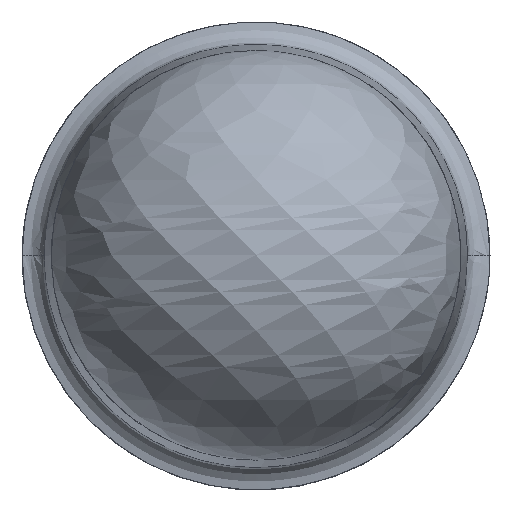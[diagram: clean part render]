
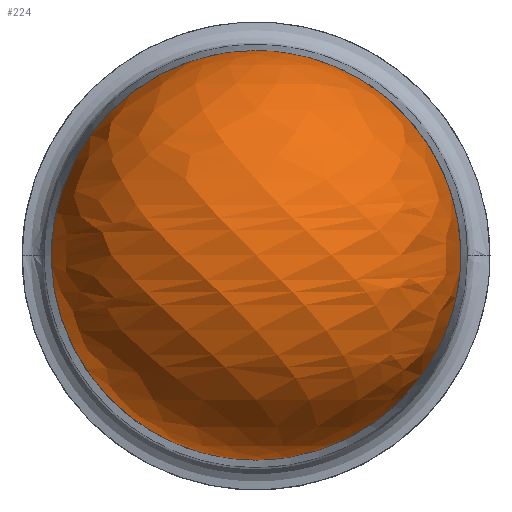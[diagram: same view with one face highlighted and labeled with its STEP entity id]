
A CAD part, top view. The second image highlights one B-rep face of the part: STEP entity #224.
In plain terms, the highlighted free-form (B-spline) face has degree [2, 2] with [9, 5] control points.
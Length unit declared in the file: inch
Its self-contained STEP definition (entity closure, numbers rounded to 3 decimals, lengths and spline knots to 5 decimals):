
#224 = ADVANCED_FACE('',(#225),#247,.T.);
#225 = FACE_BOUND('',#226,.T.);
#226 = EDGE_LOOP('',(#227,#239));
#227 = ORIENTED_EDGE('',*,*,#228,.T.);
#228 = EDGE_CURVE('',#229,#231,#233,.T.);
#229 = VERTEX_POINT('',#230);
#230 = CARTESIAN_POINT('',(0.,0.05512,0.12205));
#231 = VERTEX_POINT('',#232);
#232 = CARTESIAN_POINT('',(0.,-0.05512,0.12205));
#233 = ( BOUNDED_CURVE() B_SPLINE_CURVE(2,(#234,#235,#236,#237,#238),
.UNSPECIFIED.,.F.,.F.) B_SPLINE_CURVE_WITH_KNOTS((3,2,3),(
-2.19911,0.,2.19911),.PIECEWISE_BEZIER_KNOTS.) CURVE() 
GEOMETRIC_REPRESENTATION_ITEM() RATIONAL_B_SPLINE_CURVE((1.,
0.707,1.,0.707,1.)) REPRESENTATION_ITEM('') );
#234 = CARTESIAN_POINT('',(0.,0.05512,0.12205));
#235 = CARTESIAN_POINT('',(-0.05512,0.05512,
    0.12205));
#236 = CARTESIAN_POINT('',(-0.05512,0.,
    0.12205));
#237 = CARTESIAN_POINT('',(-0.05512,-0.05512,
    0.12205));
#238 = CARTESIAN_POINT('',(0.,-0.05512,0.12205));
#239 = ORIENTED_EDGE('',*,*,#240,.T.);
#240 = EDGE_CURVE('',#231,#229,#241,.T.);
#241 = ( BOUNDED_CURVE() B_SPLINE_CURVE(2,(#242,#243,#244,#245,#246),
.UNSPECIFIED.,.F.,.F.) B_SPLINE_CURVE_WITH_KNOTS((3,2,3),(
-2.19911,0.,2.19911),.PIECEWISE_BEZIER_KNOTS.) CURVE() 
GEOMETRIC_REPRESENTATION_ITEM() RATIONAL_B_SPLINE_CURVE((1.,
0.707,1.,0.707,1.)) REPRESENTATION_ITEM('') );
#242 = CARTESIAN_POINT('',(0.,-0.05512,0.12205));
#243 = CARTESIAN_POINT('',(0.05512,-0.05512,
    0.12205));
#244 = CARTESIAN_POINT('',(0.05512,0.,
    0.12205));
#245 = CARTESIAN_POINT('',(0.05512,0.05512,
    0.12205));
#246 = CARTESIAN_POINT('',(0.,0.05512,0.12205));
#247 = ( BOUNDED_SURFACE() B_SPLINE_SURFACE(2,2,(
    (#248,#249,#250,#251,#252)
    ,(#253,#254,#255,#256,#257)
    ,(#258,#259,#260,#261,#262)
    ,(#263,#264,#265,#266,#267)
    ,(#268,#269,#270,#271,#272)
    ,(#273,#274,#275,#276,#277)
    ,(#278,#279,#280,#281,#282)
    ,(#283,#284,#285,#286,#287)
    ,(#288,#289,#290,#291,#292
)),.UNSPECIFIED.,.T.,.F.,.F.) B_SPLINE_SURFACE_WITH_KNOTS((1,2,2,2,2,2,1
    ),(3,2,3),(-2.19911,0.,2.19911,4.39823,
    6.59734,8.79646,10.99557),(-2.19911,0.,
2.19911),.UNSPECIFIED.) GEOMETRIC_REPRESENTATION_ITEM() 
RATIONAL_B_SPLINE_SURFACE((
    (1.,0.707,1.,0.707,1.)
    ,(0.707,0.5,0.707,0.5,0.707)
    ,(1.,0.707,1.,0.707,1.)
    ,(0.707,0.5,0.707,0.5,0.707)
    ,(1.,0.707,1.,0.707,1.)
    ,(0.707,0.5,0.707,0.5,0.707)
    ,(1.,0.707,1.,0.707,1.)
    ,(0.707,0.5,0.707,0.5,0.707)
,(1.,0.707,1.,0.707,1.
))) REPRESENTATION_ITEM('') SURFACE() );
#248 = CARTESIAN_POINT('',(0.,0.05512,0.12205));
#249 = CARTESIAN_POINT('',(0.05512,0.05512,
    0.12205));
#250 = CARTESIAN_POINT('',(0.05512,0.,
    0.12205));
#251 = CARTESIAN_POINT('',(0.05512,-0.05512,
    0.12205));
#252 = CARTESIAN_POINT('',(0.,-0.05512,0.12205));
#253 = CARTESIAN_POINT('',(0.,0.05512,0.12205));
#254 = CARTESIAN_POINT('',(0.05512,0.05512,
    0.17717));
#255 = CARTESIAN_POINT('',(0.05512,0.,
    0.17717));
#256 = CARTESIAN_POINT('',(0.05512,-0.05512,
    0.17717));
#257 = CARTESIAN_POINT('',(0.,-0.05512,0.12205));
#258 = CARTESIAN_POINT('',(0.,0.05512,0.12205));
#259 = CARTESIAN_POINT('',(0.,0.05512,
    0.17717));
#260 = CARTESIAN_POINT('',(0.,0.,
    0.17717));
#261 = CARTESIAN_POINT('',(0.,-0.05512,
    0.17717));
#262 = CARTESIAN_POINT('',(0.,-0.05512,0.12205));
#263 = CARTESIAN_POINT('',(0.,0.05512,0.12205));
#264 = CARTESIAN_POINT('',(-0.05512,0.05512,
    0.17717));
#265 = CARTESIAN_POINT('',(-0.05512,0.,
    0.17717));
#266 = CARTESIAN_POINT('',(-0.05512,-0.05512,
    0.17717));
#267 = CARTESIAN_POINT('',(0.,-0.05512,0.12205));
#268 = CARTESIAN_POINT('',(0.,0.05512,0.12205));
#269 = CARTESIAN_POINT('',(-0.05512,0.05512,
    0.12205));
#270 = CARTESIAN_POINT('',(-0.05512,0.,
    0.12205));
#271 = CARTESIAN_POINT('',(-0.05512,-0.05512,
    0.12205));
#272 = CARTESIAN_POINT('',(0.,-0.05512,0.12205));
#273 = CARTESIAN_POINT('',(0.,0.05512,0.12205));
#274 = CARTESIAN_POINT('',(-0.05512,0.05512,
    0.06693));
#275 = CARTESIAN_POINT('',(-0.05512,0.,
    0.06693));
#276 = CARTESIAN_POINT('',(-0.05512,-0.05512,
    0.06693));
#277 = CARTESIAN_POINT('',(0.,-0.05512,0.12205));
#278 = CARTESIAN_POINT('',(0.,0.05512,0.12205));
#279 = CARTESIAN_POINT('',(0.,0.05512,
    0.06693));
#280 = CARTESIAN_POINT('',(0.,0.,
    0.06693));
#281 = CARTESIAN_POINT('',(0.,-0.05512,
    0.06693));
#282 = CARTESIAN_POINT('',(0.,-0.05512,0.12205));
#283 = CARTESIAN_POINT('',(0.,0.05512,0.12205));
#284 = CARTESIAN_POINT('',(0.05512,0.05512,
    0.06693));
#285 = CARTESIAN_POINT('',(0.05512,0.,
    0.06693));
#286 = CARTESIAN_POINT('',(0.05512,-0.05512,
    0.06693));
#287 = CARTESIAN_POINT('',(0.,-0.05512,0.12205));
#288 = CARTESIAN_POINT('',(0.,0.05512,0.12205));
#289 = CARTESIAN_POINT('',(0.05512,0.05512,
    0.12205));
#290 = CARTESIAN_POINT('',(0.05512,0.,
    0.12205));
#291 = CARTESIAN_POINT('',(0.05512,-0.05512,
    0.12205));
#292 = CARTESIAN_POINT('',(0.,-0.05512,0.12205));
